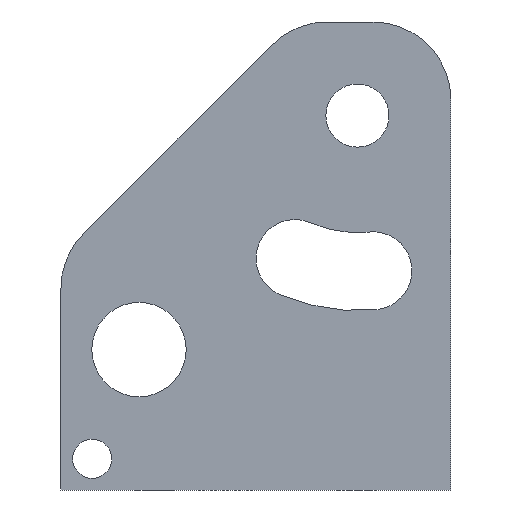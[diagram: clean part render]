
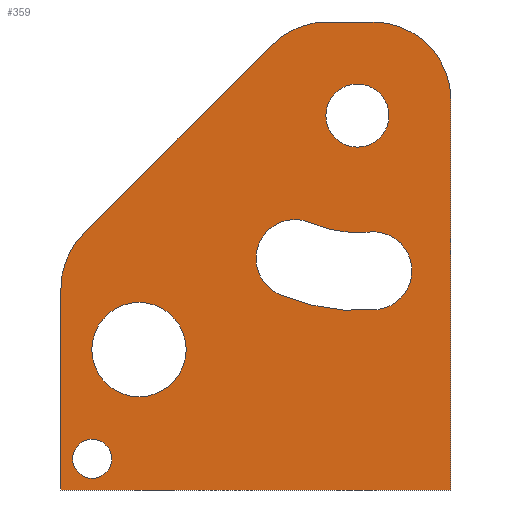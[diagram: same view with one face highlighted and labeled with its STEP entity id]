
A CAD part, left-side view. The second image highlights one B-rep face of the part: STEP entity #359.
In plain terms, the highlighted planar face has unit normal (-1, 0, 0).
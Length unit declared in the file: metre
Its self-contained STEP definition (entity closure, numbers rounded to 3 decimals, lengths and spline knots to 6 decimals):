
#16=LINE('',#563,#38);
#18=LINE('',#571,#40);
#21=LINE('',#577,#43);
#26=LINE('',#588,#48);
#32=LINE('',#621,#54);
#38=VECTOR('',#435,1.);
#40=VECTOR('',#443,1.);
#43=VECTOR('',#448,1.);
#48=VECTOR('',#455,1.);
#54=VECTOR('',#493,1.);
#64=PLANE('',#410);
#124=ORIENTED_EDGE('',*,*,#199,.T.);
#125=ORIENTED_EDGE('',*,*,#177,.T.);
#126=ORIENTED_EDGE('',*,*,#189,.T.);
#127=ORIENTED_EDGE('',*,*,#184,.T.);
#128=ORIENTED_EDGE('',*,*,#181,.F.);
#129=ORIENTED_EDGE('',*,*,#158,.T.);
#130=ORIENTED_EDGE('',*,*,#188,.T.);
#131=ORIENTED_EDGE('',*,*,#163,.F.);
#132=ORIENTED_EDGE('',*,*,#200,.T.);
#133=ORIENTED_EDGE('',*,*,#191,.F.);
#134=ORIENTED_EDGE('',*,*,#201,.T.);
#135=ORIENTED_EDGE('',*,*,#175,.T.);
#136=ORIENTED_EDGE('',*,*,#202,.T.);
#137=ORIENTED_EDGE('',*,*,#170,.T.);
#138=ORIENTED_EDGE('',*,*,#167,.F.);
#158=EDGE_CURVE('',#204,#204,#239,.T.);
#163=EDGE_CURVE('',#209,#210,#16,.T.);
#167=EDGE_CURVE('',#210,#213,#18,.T.);
#170=EDGE_CURVE('',#215,#213,#21,.T.);
#175=EDGE_CURVE('',#220,#219,#26,.T.);
#177=EDGE_CURVE('',#221,#222,#243,.T.);
#181=EDGE_CURVE('',#221,#225,#245,.T.);
#184=EDGE_CURVE('',#227,#225,#247,.T.);
#188=EDGE_CURVE('',#230,#230,#250,.T.);
#189=EDGE_CURVE('',#222,#227,#251,.T.);
#191=EDGE_CURVE('',#231,#232,#32,.T.);
#199=EDGE_CURVE('',#236,#236,#257,.T.);
#200=EDGE_CURVE('',#209,#232,#258,.F.);
#201=EDGE_CURVE('',#231,#220,#259,.F.);
#202=EDGE_CURVE('',#219,#215,#260,.F.);
#204=VERTEX_POINT('',#536);
#209=VERTEX_POINT('',#562);
#210=VERTEX_POINT('',#564);
#213=VERTEX_POINT('',#572);
#215=VERTEX_POINT('',#578);
#219=VERTEX_POINT('',#587);
#220=VERTEX_POINT('',#589);
#221=VERTEX_POINT('',#593);
#222=VERTEX_POINT('',#594);
#225=VERTEX_POINT('',#602);
#227=VERTEX_POINT('',#608);
#230=VERTEX_POINT('',#616);
#231=VERTEX_POINT('',#622);
#232=VERTEX_POINT('',#623);
#236=VERTEX_POINT('',#637);
#239=CIRCLE('',#381,0.00605);
#243=CIRCLE('',#390,0.005);
#245=CIRCLE('',#393,0.015);
#247=CIRCLE('',#396,0.005);
#250=CIRCLE('',#400,0.00405);
#251=CIRCLE('',#402,0.025);
#257=CIRCLE('',#411,0.0025);
#258=CIRCLE('',#412,0.01);
#259=CIRCLE('',#413,0.01);
#260=CIRCLE('',#414,0.01);
#283=EDGE_LOOP('',(#124));
#284=EDGE_LOOP('',(#125,#126,#127,#128));
#285=EDGE_LOOP('',(#129));
#286=EDGE_LOOP('',(#130));
#287=EDGE_LOOP('',(#131,#132,#133,#134,#135,#136,#137,#138));
#319=FACE_BOUND('',#283,.T.);
#320=FACE_BOUND('',#284,.T.);
#321=FACE_BOUND('',#285,.T.);
#322=FACE_BOUND('',#286,.T.);
#323=FACE_BOUND('',#287,.T.);
#359=ADVANCED_FACE('',(#319,#320,#321,#322,#323),#64,.F.);
#381=AXIS2_PLACEMENT_3D('',#535,#427,#428);
#390=AXIS2_PLACEMENT_3D('',#592,#459,#460);
#393=AXIS2_PLACEMENT_3D('',#601,#467,#468);
#396=AXIS2_PLACEMENT_3D('',#607,#474,#475);
#400=AXIS2_PLACEMENT_3D('',#615,#483,#484);
#402=AXIS2_PLACEMENT_3D('',#618,#487,#488);
#410=AXIS2_PLACEMENT_3D('',#635,#507,#508);
#411=AXIS2_PLACEMENT_3D('',#636,#509,#510);
#412=AXIS2_PLACEMENT_3D('',#638,#511,#512);
#413=AXIS2_PLACEMENT_3D('',#639,#513,#514);
#414=AXIS2_PLACEMENT_3D('',#640,#515,#516);
#427=DIRECTION('',(1.,0.,0.));
#428=DIRECTION('',(0.,0.,-1.));
#435=DIRECTION('',(0.,0.,-1.));
#443=DIRECTION('',(0.,1.,0.));
#448=DIRECTION('',(0.,0.,-1.));
#455=DIRECTION('',(0.,0.707,-0.707));
#459=DIRECTION('',(1.,0.,0.));
#460=DIRECTION('',(0.,0.,-1.));
#467=DIRECTION('',(1.,0.,0.));
#468=DIRECTION('',(0.,0.,-1.));
#474=DIRECTION('',(1.,0.,0.));
#475=DIRECTION('',(0.,0.,-1.));
#483=DIRECTION('',(1.,0.,0.));
#484=DIRECTION('',(0.,0.,-1.));
#487=DIRECTION('',(1.,0.,0.));
#488=DIRECTION('',(0.,0.,-1.));
#493=DIRECTION('',(0.,-1.,0.));
#507=DIRECTION('',(1.,0.,0.));
#508=DIRECTION('',(0.,1.,0.));
#509=DIRECTION('',(1.,0.,0.));
#510=DIRECTION('',(0.,0.,-1.));
#511=DIRECTION('',(1.,0.,0.));
#512=DIRECTION('',(0.,0.,-1.));
#513=DIRECTION('',(1.,0.,0.));
#514=DIRECTION('',(0.,0.,-1.));
#515=DIRECTION('',(1.,0.,0.));
#516=DIRECTION('',(0.,0.,-1.));
#535=CARTESIAN_POINT('',(0.02,0.02,0.028));
#536=CARTESIAN_POINT('',(0.02,0.02,0.02195));
#562=CARTESIAN_POINT('',(0.02,-0.02,0.06));
#563=CARTESIAN_POINT('',(0.02,-0.02,0.04));
#564=CARTESIAN_POINT('',(0.02,-0.02,0.01));
#571=CARTESIAN_POINT('',(0.02,0.005,0.01));
#572=CARTESIAN_POINT('',(0.02,0.03,0.01));
#577=CARTESIAN_POINT('',(0.02,0.03,0.025));
#578=CARTESIAN_POINT('',(0.02,0.03,0.035858));
#587=CARTESIAN_POINT('',(0.02,0.027071,0.042929));
#588=CARTESIAN_POINT('',(0.02,0.015,0.055));
#589=CARTESIAN_POINT('',(0.02,0.002929,0.067071));
#592=CARTESIAN_POINT('',(0.02,-0.01,0.0381));
#593=CARTESIAN_POINT('',(0.02,-0.0095,0.043075));
#594=CARTESIAN_POINT('',(0.02,-0.0105,0.033125));
#601=CARTESIAN_POINT('',(0.02,-0.008,0.058));
#602=CARTESIAN_POINT('',(0.02,-0.002,0.044252));
#607=CARTESIAN_POINT('',(0.02,0.,0.03967));
#608=CARTESIAN_POINT('',(0.02,0.002,0.035087));
#615=CARTESIAN_POINT('',(0.02,-0.008,0.058));
#616=CARTESIAN_POINT('',(0.02,-0.008,0.05395));
#618=CARTESIAN_POINT('',(0.02,-0.008,0.058));
#621=CARTESIAN_POINT('',(0.02,-0.01,0.07));
#622=CARTESIAN_POINT('',(0.02,-0.004142,0.07));
#623=CARTESIAN_POINT('',(0.02,-0.01,0.07));
#635=CARTESIAN_POINT('',(0.02,0.005,0.04));
#636=CARTESIAN_POINT('',(0.02,0.026,0.014));
#637=CARTESIAN_POINT('',(0.02,0.026,0.0115));
#638=CARTESIAN_POINT('',(0.02,-0.01,0.06));
#639=CARTESIAN_POINT('',(0.02,-0.004142,0.06));
#640=CARTESIAN_POINT('',(0.02,0.02,0.035858));
